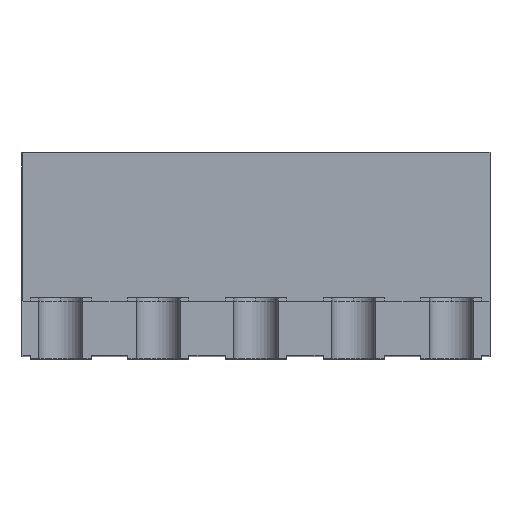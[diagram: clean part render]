
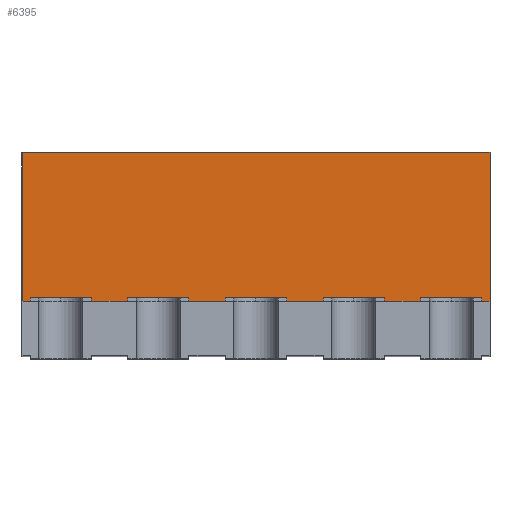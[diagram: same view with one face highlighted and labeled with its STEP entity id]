
A CAD part, top view. The second image highlights one B-rep face of the part: STEP entity #6395.
In plain terms, the highlighted planar face has unit normal (0, 0, 1).
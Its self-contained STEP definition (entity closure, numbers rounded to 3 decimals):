
#116 = VECTOR ( 'NONE', #1511, 1000. ) ;
#143 = EDGE_CURVE ( 'NONE', #4660, #4625, #5226, .T. ) ;
#249 = EDGE_CURVE ( 'NONE', #4625, #4626, #1509, .T. ) ;
#1509 = LINE ( 'NONE', #1510, #116 ) ;
#1510 = CARTESIAN_POINT ( 'NONE',  ( -3.45, 0., 4. ) ) ;
#1511 = DIRECTION ( 'NONE',  ( 1., 0., 0. ) ) ;
#2118 = CARTESIAN_POINT ( 'NONE',  ( -3.45, 0., 4. ) ) ;
#2119 = CARTESIAN_POINT ( 'NONE',  ( 3.45, 0., 4. ) ) ;
#2153 = CARTESIAN_POINT ( 'NONE',  ( -3.45, -2.2, 4. ) ) ;
#2155 = CARTESIAN_POINT ( 'NONE',  ( 3.45, -2.2, 4. ) ) ;
#3308 = LINE ( 'NONE', #3309, #5565 ) ;
#3309 = CARTESIAN_POINT ( 'NONE',  ( -3.45, -2.2, 4. ) ) ;
#3310 = DIRECTION ( 'NONE',  ( 1., 0., 0. ) ) ;
#3314 = LINE ( 'NONE', #3315, #5568 ) ;
#3315 = CARTESIAN_POINT ( 'NONE',  ( 3.45, -2.2, 4. ) ) ;
#3316 = DIRECTION ( 'NONE',  ( 0., 1., 0. ) ) ;
#3347 = PLANE ( 'NONE',  #5593 ) ;
#3348 = CARTESIAN_POINT ( 'NONE',  ( -3.45, -2.2, 4. ) ) ;
#3349 = DIRECTION ( 'NONE',  ( 0., 0., 1. ) ) ;
#3350 = DIRECTION ( 'NONE',  ( 1., 0., 0. ) ) ;
#4138 = ORIENTED_EDGE ( 'NONE', *, *, #6388, .T. ) ;
#4140 = ORIENTED_EDGE ( 'NONE', *, *, #6386, .T. ) ;
#4141 = ORIENTED_EDGE ( 'NONE', *, *, #143, .F. ) ;
#4142 = ORIENTED_EDGE ( 'NONE', *, *, #249, .F. ) ;
#4163 = EDGE_LOOP ( 'NONE', ( #4142, #4141, #4140, #4138 ) ) ;
#4625 = VERTEX_POINT ( 'NONE', #2118 ) ;
#4626 = VERTEX_POINT ( 'NONE', #2119 ) ;
#4660 = VERTEX_POINT ( 'NONE', #2153 ) ;
#4662 = VERTEX_POINT ( 'NONE', #2155 ) ;
#5226 = LINE ( 'NONE', #5227, #5286 ) ;
#5227 = CARTESIAN_POINT ( 'NONE',  ( -3.45, -2.2, 4. ) ) ;
#5228 = DIRECTION ( 'NONE',  ( 0., 1., 0. ) ) ;
#5286 = VECTOR ( 'NONE', #5228, 1000. ) ;
#5565 = VECTOR ( 'NONE', #3310, 1000. ) ;
#5568 = VECTOR ( 'NONE', #3316, 1000. ) ;
#5590 = FACE_OUTER_BOUND ( 'NONE', #4163, .T. ) ;
#5593 = AXIS2_PLACEMENT_3D ( 'NONE', #3348, #3349, #3350 ) ;
#6386 = EDGE_CURVE ( 'NONE', #4660, #4662, #3308, .T. ) ;
#6388 = EDGE_CURVE ( 'NONE', #4662, #4626, #3314, .T. ) ;
#6395 = ADVANCED_FACE ( 'NONE', ( #5590 ), #3347, .T. ) ;
